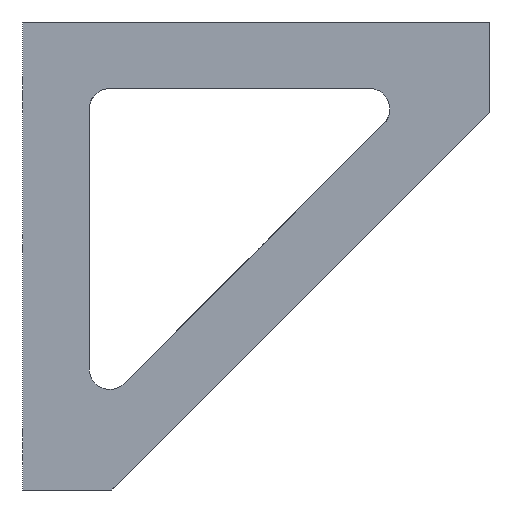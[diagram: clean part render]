
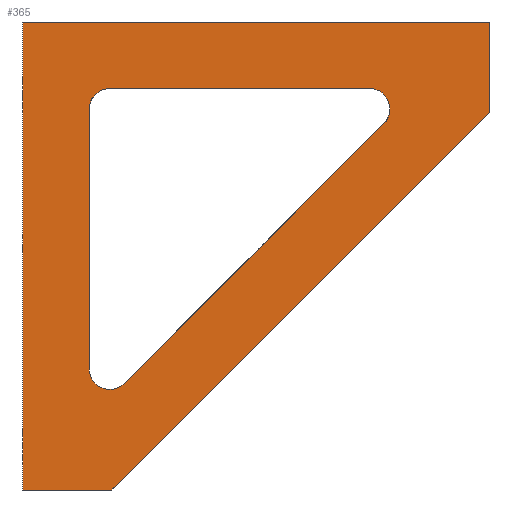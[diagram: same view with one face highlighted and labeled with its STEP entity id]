
A CAD part, front view. The second image highlights one B-rep face of the part: STEP entity #365.
In plain terms, the highlighted planar face has unit normal (0, -1, 0).
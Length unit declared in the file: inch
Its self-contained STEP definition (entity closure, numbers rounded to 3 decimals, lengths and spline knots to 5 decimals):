
#9 = DIRECTION ( 'NONE',  ( 0., 0., 1. ) ) ;
#10 = CARTESIAN_POINT ( 'NONE',  ( 0., 0., -1.41 ) ) ;
#43 = DIRECTION ( 'NONE',  ( 0., 1., 0. ) ) ;
#49 = EDGE_CURVE ( 'NONE', #1155, #1262, #1362, .T. ) ;
#58 = CARTESIAN_POINT ( 'NONE',  ( 0.2, 0., -0.2625 ) ) ;
#65 = DIRECTION ( 'NONE',  ( -1., 0., 0. ) ) ;
#72 = VERTEX_POINT ( 'NONE', #643 ) ;
#92 = EDGE_CURVE ( 'NONE', #990, #290, #1324, .T. ) ;
#95 = VERTEX_POINT ( 'NONE', #58 ) ;
#127 = EDGE_CURVE ( 'NONE', #1152, #990, #1147, .T. ) ;
#134 = VERTEX_POINT ( 'NONE', #483 ) ;
#136 = DIRECTION ( 'NONE',  ( -0.706, 0., -0.708 ) ) ;
#153 = EDGE_CURVE ( 'NONE', #134, #1038, #932, .T. ) ;
#191 = ORIENTED_EDGE ( 'NONE', *, *, #457, .T. ) ;
#196 = CARTESIAN_POINT ( 'NONE',  ( 0.2625, 0., -1.04475 ) ) ;
#250 = VECTOR ( 'NONE', #284, 39.37008 ) ;
#253 = EDGE_LOOP ( 'NONE', ( #1013, #476, #191, #271, #1235, #712 ) ) ;
#260 = AXIS2_PLACEMENT_3D ( 'NONE', #1413, #744, #1383 ) ;
#268 = CIRCLE ( 'NONE', #1202, 0.0625 ) ;
#271 = ORIENTED_EDGE ( 'NONE', *, *, #444, .T. ) ;
#284 = DIRECTION ( 'NONE',  ( -0.706, 0., -0.708 ) ) ;
#288 = DIRECTION ( 'NONE',  ( 1., 0., 0. ) ) ;
#290 = VERTEX_POINT ( 'NONE', #945 ) ;
#304 = CARTESIAN_POINT ( 'NONE',  ( 1.19408, 0., -0.2 ) ) ;
#339 = FACE_OUTER_BOUND ( 'NONE', #416, .T. ) ;
#342 = VERTEX_POINT ( 'NONE', #1037 ) ;
#365 = ADVANCED_FACE ( 'NONE', ( #339, #1206 ), #677, .F. ) ;
#368 = CARTESIAN_POINT ( 'NONE',  ( 1.4053, 0., -0.2715 ) ) ;
#381 = DIRECTION ( 'NONE',  ( 0., 0., -1. ) ) ;
#392 = LINE ( 'NONE', #1394, #659 ) ;
#416 = EDGE_LOOP ( 'NONE', ( #533, #923, #719, #1317, #1275 ) ) ;
#421 = CIRCLE ( 'NONE', #1136, 0.0625 ) ;
#444 = EDGE_CURVE ( 'NONE', #72, #552, #268, .T. ) ;
#457 = EDGE_CURVE ( 'NONE', #290, #72, #902, .T. ) ;
#476 = ORIENTED_EDGE ( 'NONE', *, *, #92, .T. ) ;
#483 = CARTESIAN_POINT ( 'NONE',  ( 1.4053, 0., 0. ) ) ;
#506 = EDGE_CURVE ( 'NONE', #95, #1152, #421, .T. ) ;
#522 = CARTESIAN_POINT ( 'NONE',  ( 1.4053, 0., -0.2715 ) ) ;
#533 = ORIENTED_EDGE ( 'NONE', *, *, #49, .F. ) ;
#549 = LINE ( 'NONE', #1197, #818 ) ;
#551 = CARTESIAN_POINT ( 'NONE',  ( 0.2, 0., -1.19583 ) ) ;
#552 = VERTEX_POINT ( 'NONE', #1074 ) ;
#588 = DIRECTION ( 'NONE',  ( 0., 0., 1. ) ) ;
#634 = DIRECTION ( 'NONE',  ( 1., 0., 0. ) ) ;
#643 = CARTESIAN_POINT ( 'NONE',  ( 0.30673, 0., -1.08891 ) ) ;
#644 = EDGE_CURVE ( 'NONE', #1038, #342, #1158, .T. ) ;
#659 = VECTOR ( 'NONE', #65, 39.37008 ) ;
#667 = VECTOR ( 'NONE', #381, 39.37008 ) ;
#672 = EDGE_CURVE ( 'NONE', #1262, #134, #549, .T. ) ;
#677 = PLANE ( 'NONE',  #1207 ) ;
#678 = DIRECTION ( 'NONE',  ( 0., 0., 1. ) ) ;
#708 = EDGE_CURVE ( 'NONE', #552, #95, #1059, .T. ) ;
#712 = ORIENTED_EDGE ( 'NONE', *, *, #506, .T. ) ;
#714 = CARTESIAN_POINT ( 'NONE',  ( 0.2625, 0., -0.2625 ) ) ;
#719 = ORIENTED_EDGE ( 'NONE', *, *, #644, .F. ) ;
#744 = DIRECTION ( 'NONE',  ( 0., 1., 0. ) ) ;
#785 = VECTOR ( 'NONE', #678, 39.37008 ) ;
#818 = VECTOR ( 'NONE', #634, 39.37008 ) ;
#831 = DIRECTION ( 'NONE',  ( 0., 0., 1. ) ) ;
#872 = DIRECTION ( 'NONE',  ( 0., 1., 0. ) ) ;
#902 = LINE ( 'NONE', #304, #1378 ) ;
#923 = ORIENTED_EDGE ( 'NONE', *, *, #1410, .F. ) ;
#932 = LINE ( 'NONE', #1305, #667 ) ;
#945 = CARTESIAN_POINT ( 'NONE',  ( 1.08761, 0., -0.30666 ) ) ;
#973 = VECTOR ( 'NONE', #288, 39.37008 ) ;
#990 = VERTEX_POINT ( 'NONE', #1104 ) ;
#1006 = CARTESIAN_POINT ( 'NONE',  ( 0.2, 0., -0.2 ) ) ;
#1013 = ORIENTED_EDGE ( 'NONE', *, *, #127, .T. ) ;
#1022 = CARTESIAN_POINT ( 'NONE',  ( 0.2625, 0., -0.2 ) ) ;
#1031 = DIRECTION ( 'NONE',  ( 0., 1., 0. ) ) ;
#1037 = CARTESIAN_POINT ( 'NONE',  ( 0.2688, 0., -1.41 ) ) ;
#1038 = VERTEX_POINT ( 'NONE', #368 ) ;
#1059 = LINE ( 'NONE', #551, #1330 ) ;
#1074 = CARTESIAN_POINT ( 'NONE',  ( 0.2, 0., -1.04475 ) ) ;
#1104 = CARTESIAN_POINT ( 'NONE',  ( 1.04338, 0., -0.2 ) ) ;
#1136 = AXIS2_PLACEMENT_3D ( 'NONE', #714, #43, #831 ) ;
#1139 = CARTESIAN_POINT ( 'NONE',  ( 0., 0., 0. ) ) ;
#1147 = LINE ( 'NONE', #1006, #973 ) ;
#1152 = VERTEX_POINT ( 'NONE', #1022 ) ;
#1155 = VERTEX_POINT ( 'NONE', #1167 ) ;
#1158 = LINE ( 'NONE', #522, #250 ) ;
#1167 = CARTESIAN_POINT ( 'NONE',  ( 0., 0., -1.41 ) ) ;
#1197 = CARTESIAN_POINT ( 'NONE',  ( 0., 0., 0. ) ) ;
#1202 = AXIS2_PLACEMENT_3D ( 'NONE', #196, #872, #588 ) ;
#1206 = FACE_BOUND ( 'NONE', #253, .T. ) ;
#1207 = AXIS2_PLACEMENT_3D ( 'NONE', #1243, #1031, #9 ) ;
#1235 = ORIENTED_EDGE ( 'NONE', *, *, #708, .T. ) ;
#1243 = CARTESIAN_POINT ( 'NONE',  ( 0., 0., 0. ) ) ;
#1262 = VERTEX_POINT ( 'NONE', #1139 ) ;
#1275 = ORIENTED_EDGE ( 'NONE', *, *, #672, .F. ) ;
#1305 = CARTESIAN_POINT ( 'NONE',  ( 1.4053, 0., 0. ) ) ;
#1317 = ORIENTED_EDGE ( 'NONE', *, *, #153, .F. ) ;
#1320 = DIRECTION ( 'NONE',  ( 0., 0., 1. ) ) ;
#1324 = CIRCLE ( 'NONE', #260, 0.0625 ) ;
#1330 = VECTOR ( 'NONE', #1320, 39.37008 ) ;
#1362 = LINE ( 'NONE', #10, #785 ) ;
#1378 = VECTOR ( 'NONE', #136, 39.37008 ) ;
#1383 = DIRECTION ( 'NONE',  ( 0., 0., 1. ) ) ;
#1394 = CARTESIAN_POINT ( 'NONE',  ( 0.2688, 0., -1.41 ) ) ;
#1410 = EDGE_CURVE ( 'NONE', #342, #1155, #392, .T. ) ;
#1413 = CARTESIAN_POINT ( 'NONE',  ( 1.04338, 0., -0.2625 ) ) ;
